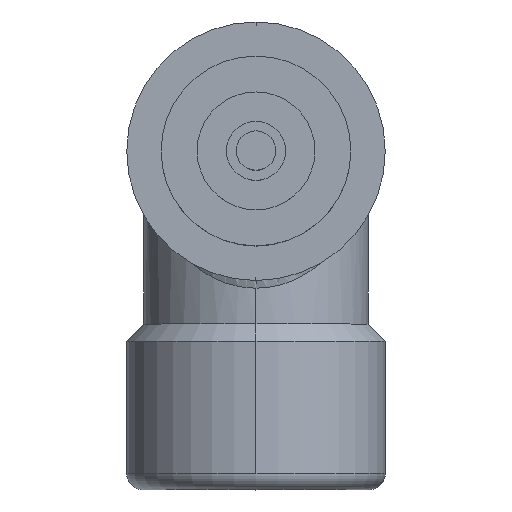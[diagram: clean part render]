
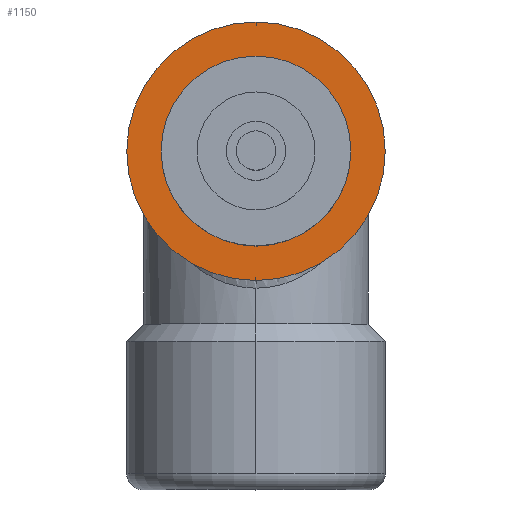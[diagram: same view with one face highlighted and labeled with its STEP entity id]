
A CAD part, top view. The second image highlights one B-rep face of the part: STEP entity #1150.
In plain terms, the highlighted planar face has unit normal (0, 0, 1).
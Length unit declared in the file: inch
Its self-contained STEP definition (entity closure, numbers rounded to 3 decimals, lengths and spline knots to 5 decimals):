
#30=FACE_BOUND($,#251,.T.);
#38=PLANE($,#1305);
#170=FACE_OUTER_BOUND($,#250,.T.);
#250=EDGE_LOOP($,(#1022,#1023));
#251=EDGE_LOOP($,(#1024,#1025));
#276=CIRCLE($,#1179,0.345);
#277=CIRCLE($,#1181,0.47);
#342=CIRCLE($,#1304,0.47);
#343=CIRCLE($,#1306,0.345);
#500=VERTEX_POINT($,#1763);
#502=VERTEX_POINT($,#1767);
#503=VERTEX_POINT($,#1771);
#505=VERTEX_POINT($,#1774);
#596=EDGE_CURVE($,#502,#500,#276,.T.);
#598=EDGE_CURVE($,#505,#503,#277,.T.);
#729=EDGE_CURVE($,#503,#505,#342,.T.);
#730=EDGE_CURVE($,#500,#502,#343,.T.);
#1022=ORIENTED_EDGE($,*,*,#729,.T.);
#1023=ORIENTED_EDGE($,*,*,#598,.T.);
#1024=ORIENTED_EDGE($,*,*,#730,.F.);
#1025=ORIENTED_EDGE($,*,*,#596,.F.);
#1150=ADVANCED_FACE($,(#170,#30),#38,.T.);
#1179=AXIS2_PLACEMENT_3D($,#1769,#1369,#1370);
#1181=AXIS2_PLACEMENT_3D($,#1775,#1374,#1375);
#1304=AXIS2_PLACEMENT_3D($,#2453,#1674,#1675);
#1305=AXIS2_PLACEMENT_3D($,#2454,#1676,#1677);
#1306=AXIS2_PLACEMENT_3D($,#2455,#1678,#1679);
#1369=DIRECTION('center_axis',(0.,0.,
1.));
#1370=DIRECTION('ref_axis',(0.,1.,0.));
#1374=DIRECTION('center_axis',(0.,0.,
1.));
#1375=DIRECTION('ref_axis',(0.,1.,0.));
#1674=DIRECTION('center_axis',(0.,0.,
1.));
#1675=DIRECTION('ref_axis',(0.,1.,0.));
#1676=DIRECTION('center_axis',(0.,0.,
1.));
#1677=DIRECTION('ref_axis',(-1.,0.,0.));
#1678=DIRECTION('center_axis',(0.,0.,
1.));
#1679=DIRECTION('ref_axis',(0.,1.,0.));
#1763=CARTESIAN_POINT('',(0.,1.575,0.57));
#1767=CARTESIAN_POINT('',(0.,0.885,0.57));
#1769=CARTESIAN_POINT('Origin',(0.,1.23,0.57));
#1771=CARTESIAN_POINT('',(0.,1.7,0.57));
#1774=CARTESIAN_POINT('',(0.,0.76,0.57));
#1775=CARTESIAN_POINT('Origin',(0.,1.23,0.57));
#2453=CARTESIAN_POINT('Origin',(0.,1.23,0.57));
#2454=CARTESIAN_POINT('Origin',(0.517,1.747,0.57));
#2455=CARTESIAN_POINT('Origin',(0.,1.23,0.57));
